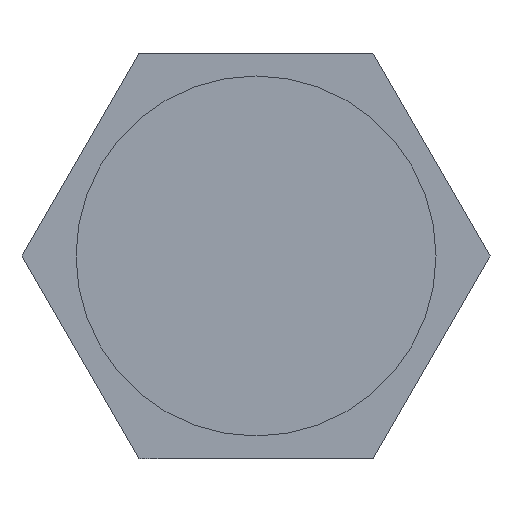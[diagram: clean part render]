
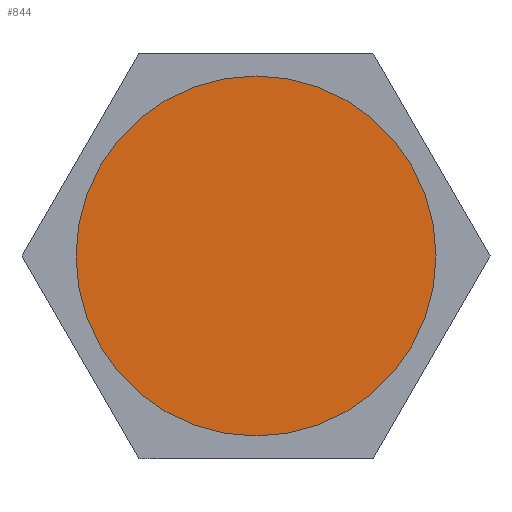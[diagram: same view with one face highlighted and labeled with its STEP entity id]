
A CAD part, front view. The second image highlights one B-rep face of the part: STEP entity #844.
In plain terms, the highlighted planar face has unit normal (0, -1, 0).
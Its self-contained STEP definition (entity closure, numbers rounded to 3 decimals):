
#794=CARTESIAN_POINT('',(10.0,0.0,0.0));
#795=VERTEX_POINT('',#794);
#811=CARTESIAN_POINT('',(-10.0,0.0,0.));
#812=VERTEX_POINT('',#811);
#819=CARTESIAN_POINT('',(0.0,0.0,0.0));
#820=DIRECTION('',(0.0,-1.0,0.0));
#821=DIRECTION('',(1.0,0.0,0.0));
#822=AXIS2_PLACEMENT_3D('',#819,#820,#821);
#823=CIRCLE('',#822,10.0);
#824=EDGE_CURVE('',#795,#812,#823,.T.);
#829=CARTESIAN_POINT('',(0.0,0.0,0.0));
#830=DIRECTION('',(0.0,-1.0,0.0));
#831=DIRECTION('',(-1.0,0.0,0.0));
#832=AXIS2_PLACEMENT_3D('',#829,#830,#831);
#833=PLANE('',#832);
#834=ORIENTED_EDGE('',*,*,#824,.T.);
#835=CARTESIAN_POINT('',(0.0,0.0,0.0));
#836=DIRECTION('',(0.0,-1.0,0.0));
#837=DIRECTION('',(1.0,0.0,0.0));
#838=AXIS2_PLACEMENT_3D('',#835,#836,#837);
#839=CIRCLE('',#838,10.0);
#840=EDGE_CURVE('',#812,#795,#839,.T.);
#841=ORIENTED_EDGE('',*,*,#840,.T.);
#842=EDGE_LOOP('',(#834,#841));
#843=FACE_OUTER_BOUND('',#842,.T.);
#844=ADVANCED_FACE('',(#843),#833,.T.);
